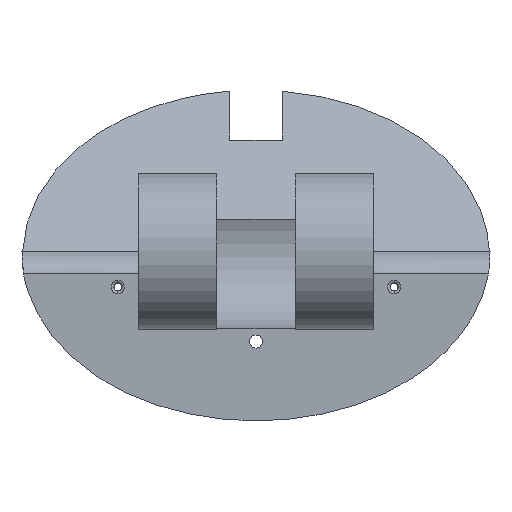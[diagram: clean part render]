
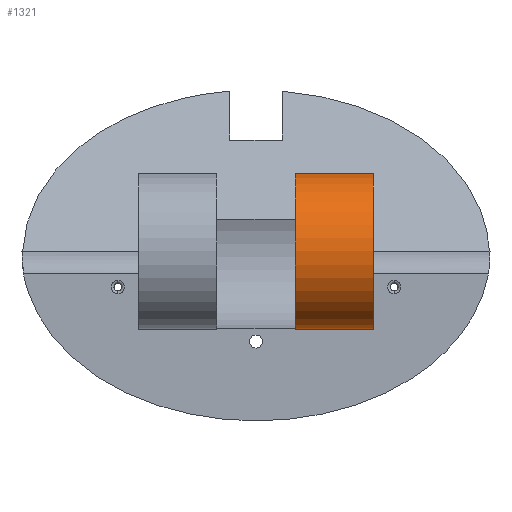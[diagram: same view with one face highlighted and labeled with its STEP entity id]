
A CAD part, front view. The second image highlights one B-rep face of the part: STEP entity #1321.
In plain terms, the highlighted cylindrical face has radius 3 mm (diameter 6 mm), a partial arc.
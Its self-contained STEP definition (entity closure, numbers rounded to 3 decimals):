
#95 = VERTEX_POINT ( 'NONE', #1252 ) ;
#107 = DIRECTION ( 'NONE',  ( 1., 0., 0. ) ) ;
#127 = EDGE_CURVE ( 'NONE', #1989, #95, #2077, .T. ) ;
#150 = ORIENTED_EDGE ( 'NONE', *, *, #1505, .F. ) ;
#193 = FACE_OUTER_BOUND ( 'NONE', #1258, .T. ) ;
#198 = CARTESIAN_POINT ( 'NONE',  ( 4.5, -12.539, 3.575 ) ) ;
#285 = CARTESIAN_POINT ( 'NONE',  ( 4.5, -12.539, 0.575 ) ) ;
#362 = LINE ( 'NONE', #578, #748 ) ;
#412 = CARTESIAN_POINT ( 'NONE',  ( 4.5, -12.539, -2.425 ) ) ;
#555 = DIRECTION ( 'NONE',  ( -1., 0., 0. ) ) ;
#578 = CARTESIAN_POINT ( 'NONE',  ( 4.5, -12.539, -2.425 ) ) ;
#676 = DIRECTION ( 'NONE',  ( 0., 0., -1. ) ) ;
#748 = VECTOR ( 'NONE', #555, 1000. ) ;
#845 = ORIENTED_EDGE ( 'NONE', *, *, #1764, .F. ) ;
#851 = DIRECTION ( 'NONE',  ( -1., 0., 0. ) ) ;
#904 = CIRCLE ( 'NONE', #1092, 3. ) ;
#915 = EDGE_CURVE ( 'NONE', #95, #1452, #2164, .T. ) ;
#987 = AXIS2_PLACEMENT_3D ( 'NONE', #2075, #2491, #2105 ) ;
#1092 = AXIS2_PLACEMENT_3D ( 'NONE', #285, #107, #676 ) ;
#1243 = VECTOR ( 'NONE', #1269, 1000. ) ;
#1252 = CARTESIAN_POINT ( 'NONE',  ( 1.5, -12.539, 3.575 ) ) ;
#1258 = EDGE_LOOP ( 'NONE', ( #845, #150, #2223, #1920 ) ) ;
#1269 = DIRECTION ( 'NONE',  ( -1., 0., 0. ) ) ;
#1321 = ADVANCED_FACE ( 'NONE', ( #193 ), #2293, .T. ) ;
#1384 = VERTEX_POINT ( 'NONE', #412 ) ;
#1452 = VERTEX_POINT ( 'NONE', #1923 ) ;
#1505 = EDGE_CURVE ( 'NONE', #1989, #1384, #904, .T. ) ;
#1764 = EDGE_CURVE ( 'NONE', #1384, #1452, #362, .T. ) ;
#1875 = CARTESIAN_POINT ( 'NONE',  ( 4.5, -12.539, 0.575 ) ) ;
#1920 = ORIENTED_EDGE ( 'NONE', *, *, #915, .T. ) ;
#1923 = CARTESIAN_POINT ( 'NONE',  ( 1.5, -12.539, -2.425 ) ) ;
#1989 = VERTEX_POINT ( 'NONE', #2635 ) ;
#2066 = AXIS2_PLACEMENT_3D ( 'NONE', #1875, #851, #2456 ) ;
#2075 = CARTESIAN_POINT ( 'NONE',  ( 1.5, -12.539, 0.575 ) ) ;
#2077 = LINE ( 'NONE', #198, #1243 ) ;
#2105 = DIRECTION ( 'NONE',  ( 0., 0., -1. ) ) ;
#2164 = CIRCLE ( 'NONE', #987, 3. ) ;
#2223 = ORIENTED_EDGE ( 'NONE', *, *, #127, .T. ) ;
#2293 = CYLINDRICAL_SURFACE ( 'NONE', #2066, 3. ) ;
#2456 = DIRECTION ( 'NONE',  ( 0., 0., 1. ) ) ;
#2491 = DIRECTION ( 'NONE',  ( 1., 0., 0. ) ) ;
#2635 = CARTESIAN_POINT ( 'NONE',  ( 4.5, -12.539, 3.575 ) ) ;
